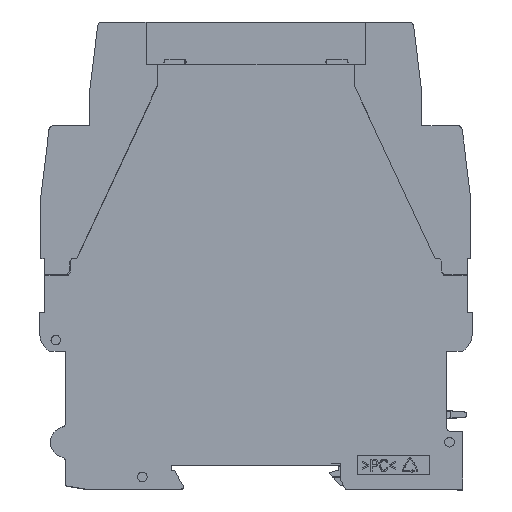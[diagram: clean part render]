
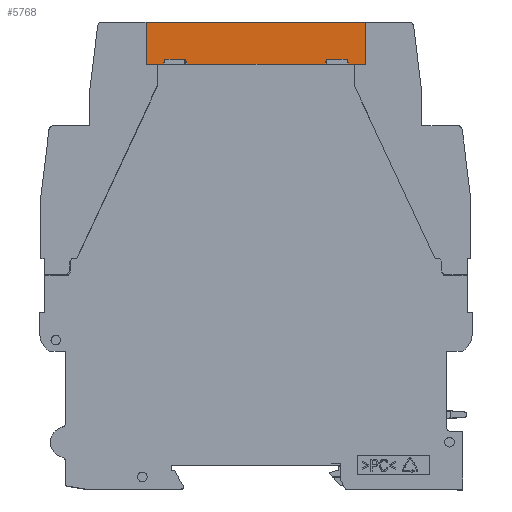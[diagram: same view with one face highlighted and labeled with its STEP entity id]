
A CAD part, top view. The second image highlights one B-rep face of the part: STEP entity #5768.
In plain terms, the highlighted planar face has unit normal (0, 0, 1).
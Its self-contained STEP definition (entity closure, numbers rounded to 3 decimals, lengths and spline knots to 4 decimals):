
#157 = LINE ( 'NONE', #53075, #31839 ) ;
#383 = CARTESIAN_POINT ( 'NONE',  ( 0.7317, 2.2483, 0.2436 ) ) ;
#416 = DIRECTION ( 'NONE',  ( 0., -1., 0. ) ) ;
#1377 = CARTESIAN_POINT ( 'NONE',  ( 0.8262, 2.2483, 0.2436 ) ) ;
#2142 = VERTEX_POINT ( 'NONE', #26459 ) ;
#2278 = DIRECTION ( 'NONE',  ( 0.259, -0.966, 0. ) ) ;
#2288 = FACE_OUTER_BOUND ( 'NONE', #60144, .T. ) ;
#2491 = CARTESIAN_POINT ( 'NONE',  ( 0.8262, 2.2483, 0.2436 ) ) ;
#3307 = CARTESIAN_POINT ( 'NONE',  ( -0.6383, 2.2483, 0.2436 ) ) ;
#3918 = DIRECTION ( 'NONE',  ( 1., 0., 0. ) ) ;
#4598 = ORIENTED_EDGE ( 'NONE', *, *, #58481, .T. ) ;
#5768 = ADVANCED_FACE ( 'NONE', ( #2288 ), #17075, .T. ) ;
#6387 = LINE ( 'NONE', #10502, #15432 ) ;
#6539 = CARTESIAN_POINT ( 'NONE',  ( 0.6739, 2.2877, 0.2436 ) ) ;
#6986 = LINE ( 'NONE', #54892, #57598 ) ;
#7308 = LINE ( 'NONE', #26820, #9234 ) ;
#7576 = VECTOR ( 'NONE', #61063, 39.3701 ) ;
#7794 = EDGE_CURVE ( 'NONE', #17607, #2142, #6387, .T. ) ;
#7882 = VERTEX_POINT ( 'NONE', #17381 ) ;
#8308 = VERTEX_POINT ( 'NONE', #45341 ) ;
#8668 = VERTEX_POINT ( 'NONE', #3307 ) ;
#8950 = CARTESIAN_POINT ( 'NONE',  ( 0.8262, 2.2877, 0.2436 ) ) ;
#9131 = VECTOR ( 'NONE', #416, 39.3701 ) ;
#9220 = LINE ( 'NONE', #27815, #9131 ) ;
#9234 = VECTOR ( 'NONE', #51064, 39.3701 ) ;
#10502 = CARTESIAN_POINT ( 'NONE',  ( 0.8262, 2.2483, 0.2436 ) ) ;
#10659 = ORIENTED_EDGE ( 'NONE', *, *, #53452, .T. ) ;
#11331 = ORIENTED_EDGE ( 'NONE', *, *, #37435, .T. ) ;
#11450 = CARTESIAN_POINT ( 'NONE',  ( 0.8223, 2.2483, 0.2436 ) ) ;
#11630 = LINE ( 'NONE', #2491, #7576 ) ;
#12357 = DIRECTION ( 'NONE',  ( 0., 0., 1. ) ) ;
#13563 = LINE ( 'NONE', #13864, #41215 ) ;
#13864 = CARTESIAN_POINT ( 'NONE',  ( 0.8262, 2.2483, 0.2436 ) ) ;
#13970 = EDGE_CURVE ( 'NONE', #7882, #25476, #157, .T. ) ;
#14349 = CARTESIAN_POINT ( 'NONE',  ( -0.6489, 2.2877, 0.2436 ) ) ;
#14447 = VECTOR ( 'NONE', #29388, 39.3701 ) ;
#14720 = VERTEX_POINT ( 'NONE', #40671 ) ;
#14758 = EDGE_CURVE ( 'NONE', #30577, #41154, #13563, .T. ) ;
#15432 = VECTOR ( 'NONE', #15835, 39.3701 ) ;
#15835 = DIRECTION ( 'NONE',  ( 1., 0., 0. ) ) ;
#16119 = EDGE_CURVE ( 'NONE', #34502, #30577, #11630, .T. ) ;
#16273 = EDGE_CURVE ( 'NONE', #41154, #46752, #32708, .T. ) ;
#17075 = PLANE ( 'NONE',  #53620 ) ;
#17381 = CARTESIAN_POINT ( 'NONE',  ( -0.8168, 2.2877, 0.2436 ) ) ;
#17607 = VERTEX_POINT ( 'NONE', #20546 ) ;
#20546 = CARTESIAN_POINT ( 'NONE',  ( -0.9691, 2.2483, 0.2436 ) ) ;
#21062 = VECTOR ( 'NONE', #38216, 39.3701 ) ;
#22090 = ORIENTED_EDGE ( 'NONE', *, *, #61267, .T. ) ;
#23321 = CARTESIAN_POINT ( 'NONE',  ( 0.4955, 2.2483, 0.2436 ) ) ;
#24323 = VECTOR ( 'NONE', #50291, 39.3701 ) ;
#25476 = VERTEX_POINT ( 'NONE', #14349 ) ;
#26459 = CARTESIAN_POINT ( 'NONE',  ( -0.8805, 2.2483, 0.2436 ) ) ;
#26820 = CARTESIAN_POINT ( 'NONE',  ( 0.8262, 2.2483, 0.2436 ) ) ;
#27738 = DIRECTION ( 'NONE',  ( 0.259, 0.966, 0. ) ) ;
#27791 = EDGE_CURVE ( 'NONE', #8308, #46752, #52081, .T. ) ;
#27815 = CARTESIAN_POINT ( 'NONE',  ( -0.9691, 2.2483, 0.2436 ) ) ;
#27860 = LINE ( 'NONE', #8950, #51592 ) ;
#28214 = ORIENTED_EDGE ( 'NONE', *, *, #13970, .T. ) ;
#28811 = ORIENTED_EDGE ( 'NONE', *, *, #16119, .T. ) ;
#29214 = VERTEX_POINT ( 'NONE', #35341 ) ;
#29388 = DIRECTION ( 'NONE',  ( 1., 0., 0. ) ) ;
#30577 = VERTEX_POINT ( 'NONE', #383 ) ;
#31393 = CARTESIAN_POINT ( 'NONE',  ( 0.8223, 2.5849, 0.2436 ) ) ;
#31839 = VECTOR ( 'NONE', #48661, 39.3701 ) ;
#32442 = VECTOR ( 'NONE', #43404, 39.3701 ) ;
#32708 = LINE ( 'NONE', #61372, #32442 ) ;
#33499 = CARTESIAN_POINT ( 'NONE',  ( -0.0714, 2.5849, 0.2436 ) ) ;
#33713 = ORIENTED_EDGE ( 'NONE', *, *, #36559, .T. ) ;
#34502 = VERTEX_POINT ( 'NONE', #48422 ) ;
#35341 = CARTESIAN_POINT ( 'NONE',  ( 0.4955, 2.2483, 0.2436 ) ) ;
#35479 = ORIENTED_EDGE ( 'NONE', *, *, #14758, .T. ) ;
#35670 = DIRECTION ( 'NONE',  ( 1., 0., 0. ) ) ;
#36259 = CARTESIAN_POINT ( 'NONE',  ( 0.8262, 2.2483, 0.2436 ) ) ;
#36559 = EDGE_CURVE ( 'NONE', #14720, #34502, #59140, .T. ) ;
#36983 = ORIENTED_EDGE ( 'NONE', *, *, #38916, .T. ) ;
#37435 = EDGE_CURVE ( 'NONE', #25476, #8668, #6986, .T. ) ;
#37529 = ORIENTED_EDGE ( 'NONE', *, *, #16273, .T. ) ;
#38216 = DIRECTION ( 'NONE',  ( 0.259, 0.966, 0. ) ) ;
#38424 = DIRECTION ( 'NONE',  ( 1., 0., 0. ) ) ;
#38916 = EDGE_CURVE ( 'NONE', #57118, #7882, #42654, .T. ) ;
#39641 = ORIENTED_EDGE ( 'NONE', *, *, #59302, .T. ) ;
#40671 = CARTESIAN_POINT ( 'NONE',  ( 0.6739, 2.2877, 0.2436 ) ) ;
#40753 = VERTEX_POINT ( 'NONE', #62340 ) ;
#41154 = VERTEX_POINT ( 'NONE', #11450 ) ;
#41215 = VECTOR ( 'NONE', #38424, 39.3701 ) ;
#41488 = ORIENTED_EDGE ( 'NONE', *, *, #27791, .F. ) ;
#42654 = LINE ( 'NONE', #47993, #21062 ) ;
#43404 = DIRECTION ( 'NONE',  ( 0., 1., 0. ) ) ;
#44526 = DIRECTION ( 'NONE',  ( 1., 0., 0. ) ) ;
#45341 = CARTESIAN_POINT ( 'NONE',  ( -0.9691, 2.5849, 0.2436 ) ) ;
#46752 = VERTEX_POINT ( 'NONE', #31393 ) ;
#47993 = CARTESIAN_POINT ( 'NONE',  ( -0.8273, 2.2483, 0.2436 ) ) ;
#48133 = VECTOR ( 'NONE', #27738, 39.3701 ) ;
#48422 = CARTESIAN_POINT ( 'NONE',  ( 0.6845, 2.2483, 0.2436 ) ) ;
#48661 = DIRECTION ( 'NONE',  ( 1., 0., 0. ) ) ;
#50291 = DIRECTION ( 'NONE',  ( 0.259, -0.966, 0. ) ) ;
#51064 = DIRECTION ( 'NONE',  ( 1., 0., 0. ) ) ;
#51179 = CARTESIAN_POINT ( 'NONE',  ( -0.8273, 2.2483, 0.2436 ) ) ;
#51592 = VECTOR ( 'NONE', #3918, 39.3701 ) ;
#51993 = LINE ( 'NONE', #23321, #48133 ) ;
#52081 = LINE ( 'NONE', #33499, #14447 ) ;
#52600 = VECTOR ( 'NONE', #44526, 39.3701 ) ;
#53075 = CARTESIAN_POINT ( 'NONE',  ( 0.8262, 2.2877, 0.2436 ) ) ;
#53452 = EDGE_CURVE ( 'NONE', #29214, #40753, #51993, .T. ) ;
#53620 = AXIS2_PLACEMENT_3D ( 'NONE', #36259, #12357, #35670 ) ;
#53677 = LINE ( 'NONE', #1377, #52600 ) ;
#54892 = CARTESIAN_POINT ( 'NONE',  ( -0.6489, 2.2877, 0.2436 ) ) ;
#55685 = ORIENTED_EDGE ( 'NONE', *, *, #7794, .T. ) ;
#56313 = ORIENTED_EDGE ( 'NONE', *, *, #60307, .T. ) ;
#57118 = VERTEX_POINT ( 'NONE', #51179 ) ;
#57598 = VECTOR ( 'NONE', #2278, 39.3701 ) ;
#58481 = EDGE_CURVE ( 'NONE', #8308, #17607, #9220, .T. ) ;
#59140 = LINE ( 'NONE', #6539, #24323 ) ;
#59302 = EDGE_CURVE ( 'NONE', #2142, #57118, #7308, .T. ) ;
#60144 = EDGE_LOOP ( 'NONE', ( #28811, #35479, #37529, #41488, #4598, #55685, #39641, #36983, #28214, #11331, #56313, #10659, #22090, #33713 ) ) ;
#60307 = EDGE_CURVE ( 'NONE', #8668, #29214, #53677, .T. ) ;
#61063 = DIRECTION ( 'NONE',  ( 1., 0., 0. ) ) ;
#61267 = EDGE_CURVE ( 'NONE', #40753, #14720, #27860, .T. ) ;
#61372 = CARTESIAN_POINT ( 'NONE',  ( 0.8223, 2.5928, 0.2436 ) ) ;
#62340 = CARTESIAN_POINT ( 'NONE',  ( 0.5061, 2.2877, 0.2436 ) ) ;
